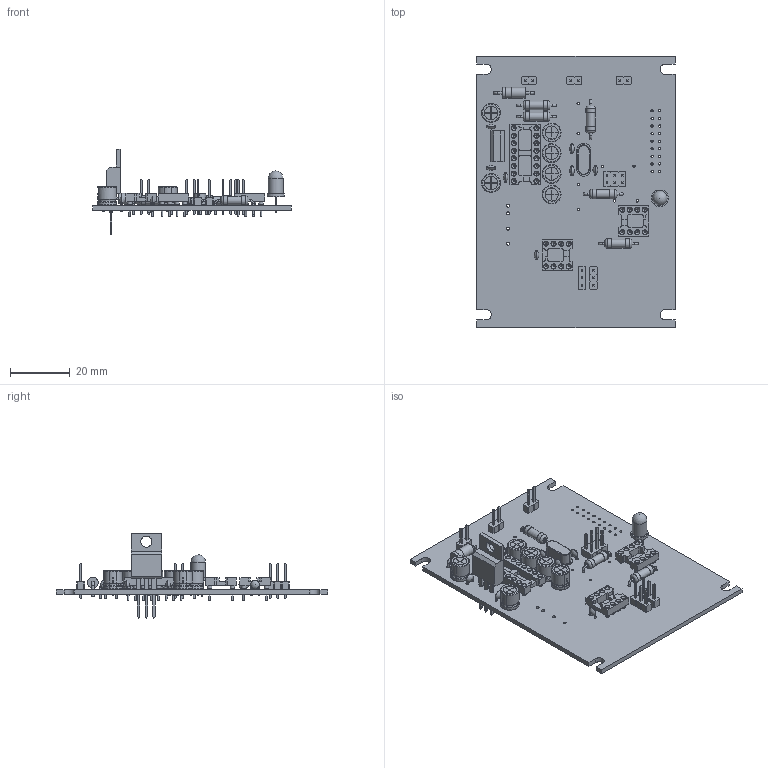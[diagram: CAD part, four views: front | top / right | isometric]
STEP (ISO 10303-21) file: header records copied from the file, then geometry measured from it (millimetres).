
FILE_DESCRIPTION(('KiCad electronic assembly'),'2;1');
FILE_NAME('DMX2PMX.step','2021-03-27T20:01:52',('An Author'),( 'A Company'),'Open CASCADE STEP processor 6.9', 'KiCad to STEP converter','Unknown');
FILE_SCHEMA(('AUTOMOTIVE_DESIGN { 1 0 10303 214 1 1 1 1 }'));
Length unit declared in the file: millimetre
Products named in the file (26): Open CASCADE STEP translator 6.9 1; C_Disc_D3.0mm_W1.6mm_P2.50mm; SOLID; R_Axial_DIN0309_L9.0mm_D3.2mm_P12.70mm_Horizontal; DIP-16_W7.62mm_Socket; PinHeader_1x02_P2.54mm_Vertical; CP_Radial_D6.3mm_P2.50mm; Crystal_HC49-4H_Vertical; TO-220-3_Vertical; DIP-8_W7.62mm_Socket; PinHeader_1x03_P2.54mm_Vertical; PinHeader_2x03_P2.54mm_Vertical; D_DO-15_P12.70mm_Horizontal; LED_D5.0mm; COMPOUND
Assembly tree (44 placements, depth 3):
  Open CASCADE STEP translator 6.9 1
    C_Disc_D3.0mm_W1.6mm_P2.50mm  x7
      SOLID
    R_Axial_DIN0309_L9.0mm_D3.2mm_P12.70mm_Horizontal  x5
      SOLID
    DIP-16_W7.62mm_Socket
      SOLID
    PinHeader_1x02_P2.54mm_Vertical  x3
      SOLID
    CP_Radial_D6.3mm_P2.50mm  x6
      SOLID
    Crystal_HC49-4H_Vertical
      SOLID
    TO-220-3_Vertical
      SOLID
    DIP-8_W7.62mm_Socket  x2
      SOLID
    PinHeader_1x03_P2.54mm_Vertical  x2
      SOLID
    PinHeader_2x03_P2.54mm_Vertical
      SOLID
    D_DO-15_P12.70mm_Horizontal
      SOLID
    LED_D5.0mm
      SOLID
    COMPOUND
Bounding box: 66.45 x 90.85 x 28.52 mm (x, y, z)
Volume: 13011.8 mm3; surface area: 18808.8 mm2
Topology: 32 solids, 38 shells, 1622 faces, 3613 edges, 2293 vertices
Faces by surface type: plane 949, cylinder 462, cone 96, revolution 38, torus 38, bspline 24, sphere 15
Full cylindrical faces by diameter (mm): 0.5 x28, 0.508 x64, 0.7 x20, 0.762 x18, 0.8 x78, 0.9 x6, 1 x22, 1.1 x3, 1.2 x2, 1.524 x32, 1.724 x32, 2.88 x5, 3.2 x10, 3.6 x2, 3.62 x1, 3.735 x1, 4.9 x1
Entity records: 63728 total; most frequent: CARTESIAN_POINT 13638, DIRECTION 8480, LINE 4918, VECTOR 4918, ORIENTED_EDGE 4230, PCURVE 4230, DEFINITIONAL_REPRESENTATION 4230, EDGE_CURVE 2115
